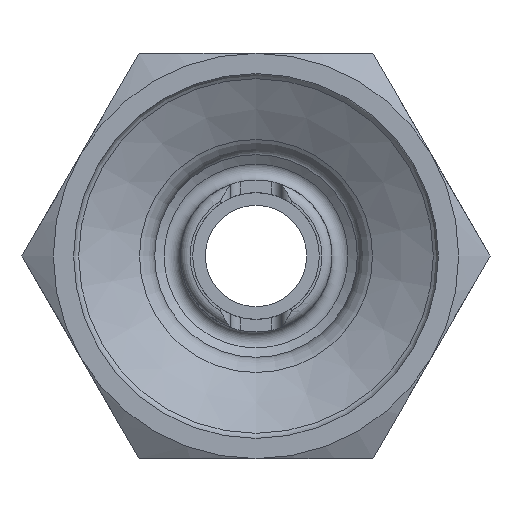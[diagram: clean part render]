
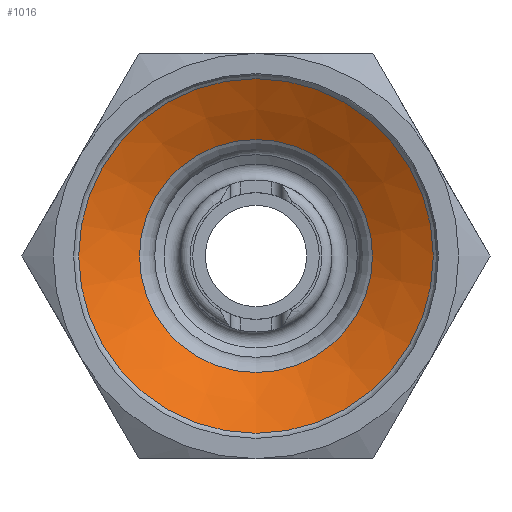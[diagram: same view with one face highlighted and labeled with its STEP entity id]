
A CAD part, front view. The second image highlights one B-rep face of the part: STEP entity #1016.
In plain terms, the highlighted conical face has half-angle 60 degrees and reference radius 3.5 mm.
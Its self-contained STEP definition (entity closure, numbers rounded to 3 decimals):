
#29=CONICAL_SURFACE('',#1134,3.5,1.047);
#244=ORIENTED_EDGE('',*,*,#492,.F.);
#245=ORIENTED_EDGE('',*,*,#491,.T.);
#491=EDGE_CURVE('',#616,#616,#695,.T.);
#492=EDGE_CURVE('',#617,#617,#696,.T.);
#616=VERTEX_POINT('',#1708);
#617=VERTEX_POINT('',#1711);
#695=CIRCLE('',#1133,3.5);
#696=CIRCLE('',#1135,2.3);
#766=EDGE_LOOP('',(#244));
#767=EDGE_LOOP('',(#245));
#884=FACE_BOUND('',#766,.T.);
#885=FACE_BOUND('',#767,.T.);
#1016=ADVANCED_FACE('',(#884,#885),#29,.F.);
#1133=AXIS2_PLACEMENT_3D('',#1707,#1328,#1329);
#1134=AXIS2_PLACEMENT_3D('',#1709,#1330,#1331);
#1135=AXIS2_PLACEMENT_3D('',#1710,#1332,#1333);
#1328=DIRECTION('',(0.,-1.,0.));
#1329=DIRECTION('',(0.,0.,-1.));
#1330=DIRECTION('',(0.,-1.,0.));
#1331=DIRECTION('',(0.,0.,-1.));
#1332=DIRECTION('',(0.,-1.,0.));
#1333=DIRECTION('',(0.,0.,-1.));
#1707=CARTESIAN_POINT('',(0.,0.488,0.));
#1708=CARTESIAN_POINT('',(0.,0.488,-3.5));
#1709=CARTESIAN_POINT('',(0.,0.488,0.));
#1710=CARTESIAN_POINT('',(0.,1.18,0.));
#1711=CARTESIAN_POINT('',(0.,1.18,-2.3));
